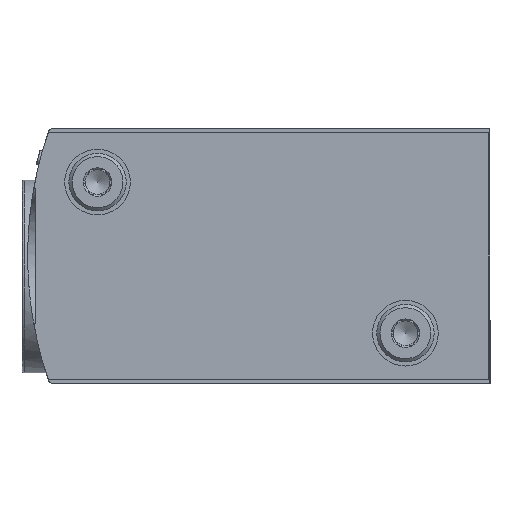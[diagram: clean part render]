
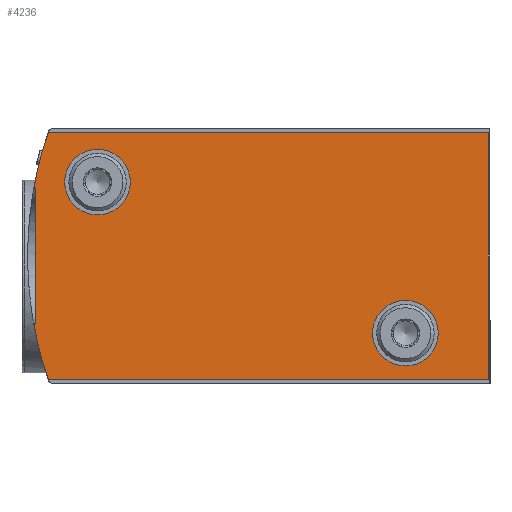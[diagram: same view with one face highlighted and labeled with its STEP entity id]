
A CAD part, left-side view. The second image highlights one B-rep face of the part: STEP entity #4236.
In plain terms, the highlighted planar face has unit normal (-1, 0, 0).
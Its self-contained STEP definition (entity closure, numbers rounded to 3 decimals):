
#506=LINE('',#7180,#869);
#507=LINE('',#7182,#870);
#508=LINE('',#7184,#871);
#509=LINE('',#7187,#872);
#510=LINE('',#7189,#873);
#511=LINE('',#7191,#874);
#869=VECTOR('',#5844,1000.);
#870=VECTOR('',#5845,1000.);
#871=VECTOR('',#5846,1000.);
#872=VECTOR('',#5849,1000.);
#873=VECTOR('',#5850,1000.);
#874=VECTOR('',#5851,1000.);
#1894=ORIENTED_EDGE('',*,*,#2559,.T.);
#1895=ORIENTED_EDGE('',*,*,#2560,.T.);
#1896=ORIENTED_EDGE('',*,*,#2561,.F.);
#1897=ORIENTED_EDGE('',*,*,#2562,.F.);
#1898=ORIENTED_EDGE('',*,*,#2563,.F.);
#1899=ORIENTED_EDGE('',*,*,#2556,.F.);
#1900=ORIENTED_EDGE('',*,*,#2564,.F.);
#1901=ORIENTED_EDGE('',*,*,#2565,.F.);
#1902=ORIENTED_EDGE('',*,*,#2566,.F.);
#1903=ORIENTED_EDGE('',*,*,#2567,.F.);
#1904=ORIENTED_EDGE('',*,*,#2568,.F.);
#1905=ORIENTED_EDGE('',*,*,#2552,.F.);
#2552=EDGE_CURVE('',#2982,#2984,#3199,.T.);
#2556=EDGE_CURVE('',#2987,#2988,#3201,.T.);
#2559=EDGE_CURVE('',#2990,#2990,#3202,.T.);
#2560=EDGE_CURVE('',#2991,#2991,#3203,.T.);
#2561=EDGE_CURVE('',#2992,#2982,#506,.T.);
#2562=EDGE_CURVE('',#2993,#2992,#507,.T.);
#2563=EDGE_CURVE('',#2988,#2993,#508,.T.);
#2564=EDGE_CURVE('',#2994,#2987,#3204,.T.);
#2565=EDGE_CURVE('',#2995,#2994,#509,.T.);
#2566=EDGE_CURVE('',#2996,#2995,#510,.T.);
#2567=EDGE_CURVE('',#2997,#2996,#511,.T.);
#2568=EDGE_CURVE('',#2984,#2997,#3205,.T.);
#2982=VERTEX_POINT('',#7151);
#2984=VERTEX_POINT('',#7154);
#2987=VERTEX_POINT('',#7160);
#2988=VERTEX_POINT('',#7162);
#2990=VERTEX_POINT('',#7177);
#2991=VERTEX_POINT('',#7179);
#2992=VERTEX_POINT('',#7181);
#2993=VERTEX_POINT('',#7183);
#2994=VERTEX_POINT('',#7186);
#2995=VERTEX_POINT('',#7188);
#2996=VERTEX_POINT('',#7190);
#2997=VERTEX_POINT('',#7192);
#3199=CIRCLE('',#4686,46.5);
#3201=CIRCLE('',#4688,46.5);
#3202=CIRCLE('',#4690,4.);
#3203=CIRCLE('',#4691,4.);
#3204=CIRCLE('',#4692,0.2);
#3205=CIRCLE('',#4693,0.2);
#3493=EDGE_LOOP('',(#1894));
#3494=EDGE_LOOP('',(#1895));
#3495=EDGE_LOOP('',(#1896,#1897,#1898,#1899,#1900,#1901,#1902,#1903,#1904,
#1905));
#3824=FACE_BOUND('',#3493,.T.);
#3825=FACE_BOUND('',#3494,.T.);
#3826=FACE_BOUND('',#3495,.T.);
#4011=PLANE('',#4689);
#4236=ADVANCED_FACE('',(#3824,#3825,#3826),#4011,.F.);
#4686=AXIS2_PLACEMENT_3D('',#7153,#5829,#5830);
#4688=AXIS2_PLACEMENT_3D('',#7161,#5835,#5836);
#4689=AXIS2_PLACEMENT_3D('',#7175,#5838,#5839);
#4690=AXIS2_PLACEMENT_3D('',#7176,#5840,#5841);
#4691=AXIS2_PLACEMENT_3D('',#7178,#5842,#5843);
#4692=AXIS2_PLACEMENT_3D('',#7185,#5847,#5848);
#4693=AXIS2_PLACEMENT_3D('',#7193,#5852,#5853);
#5829=DIRECTION('',(1.,0.,0.));
#5830=DIRECTION('',(0.,0.,-1.));
#5835=DIRECTION('',(1.,0.,0.));
#5836=DIRECTION('',(0.,0.,-1.));
#5838=DIRECTION('',(1.,0.,0.));
#5839=DIRECTION('',(0.,0.,-1.));
#5840=DIRECTION('',(1.,0.,0.));
#5841=DIRECTION('',(0.,0.,-1.));
#5842=DIRECTION('',(1.,0.,0.));
#5843=DIRECTION('',(0.,0.,-1.));
#5844=DIRECTION('',(0.,1.,0.));
#5845=DIRECTION('',(0.,0.,1.));
#5846=DIRECTION('',(0.,-1.,0.));
#5847=DIRECTION('',(1.,0.,0.));
#5848=DIRECTION('',(0.,0.,-1.));
#5849=DIRECTION('',(0.,1.,0.));
#5850=DIRECTION('',(0.,0.,-1.));
#5851=DIRECTION('',(0.,-1.,0.));
#5852=DIRECTION('',(1.,0.,0.));
#5853=DIRECTION('',(0.,0.,-1.));
#7151=CARTESIAN_POINT('',(0.,55.562,8.25));
#7153=CARTESIAN_POINT('',(0.,9.8,0.));
#7154=CARTESIAN_POINT('',(0.,53.86,14.864));
#7160=CARTESIAN_POINT('',(0.,53.86,-14.864));
#7161=CARTESIAN_POINT('',(0.,9.8,0.));
#7162=CARTESIAN_POINT('',(0.,55.562,-8.25));
#7175=CARTESIAN_POINT('',(0.,53.671,14.8));
#7176=CARTESIAN_POINT('',(0.,10.3,-9.4));
#7177=CARTESIAN_POINT('',(0.,10.3,-13.4));
#7178=CARTESIAN_POINT('',(0.,47.8,9.));
#7179=CARTESIAN_POINT('',(0.,47.8,5.));
#7180=CARTESIAN_POINT('',(0.,53.671,8.25));
#7181=CARTESIAN_POINT('',(0.,55.3,8.25));
#7182=CARTESIAN_POINT('',(0.,55.3,14.8));
#7183=CARTESIAN_POINT('',(0.,55.3,-8.25));
#7184=CARTESIAN_POINT('',(0.,53.671,-8.25));
#7185=CARTESIAN_POINT('',(0.,53.671,-14.8));
#7186=CARTESIAN_POINT('',(0.,53.671,-15.));
#7187=CARTESIAN_POINT('',(0.,0.2,-15.));
#7188=CARTESIAN_POINT('',(0.,0.2,-15.));
#7189=CARTESIAN_POINT('',(0.,0.2,15.));
#7190=CARTESIAN_POINT('',(0.,0.2,15.));
#7191=CARTESIAN_POINT('',(0.,53.671,15.));
#7192=CARTESIAN_POINT('',(0.,53.671,15.));
#7193=CARTESIAN_POINT('',(0.,53.671,14.8));
